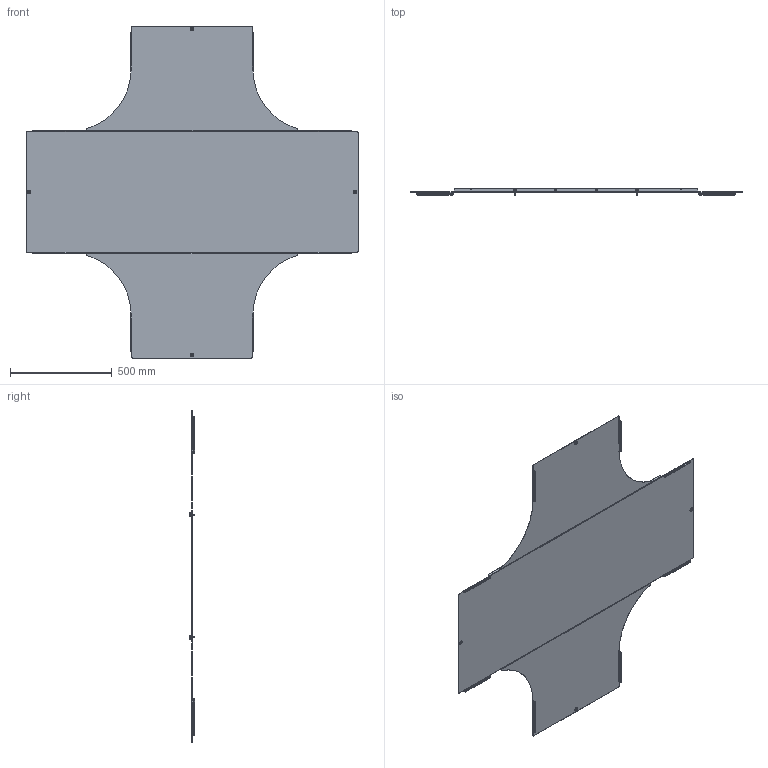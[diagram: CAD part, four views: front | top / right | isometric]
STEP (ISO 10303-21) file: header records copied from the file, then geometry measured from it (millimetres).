
FILE_DESCRIPTION (( 'STEP AP203' ), '1' );
FILE_NAME ('嗜吕 195.11.00 挛 署赅 牮羼蝾忤睇 R300_-04.step', '2022-01-27T11:04:29', ( '' ), ( '' ), 'SwSTEP 2.0', 'SolidWorks 2017', '' );
FILE_SCHEMA (( 'CONFIG_CONTROL_DESIGN' ));
Length unit declared in the file: millimetre
Products named in the file (5): 嗜吕 195.11.00 挛 署赅 牮羼蝾忤睇 R300_-04; ÊÈÂÀ 195.00.25 Êðûøêà ðàçâåòâèòåëÿ ò-îáð. LESTA R300_-09; hex flange bolt_din_DIN 6921 - M5 x 12 x 12-N; ÊÈÂÀ 195.00.25 Êðûøêà ðàçâåòâèòåëÿ ò-îáð. LESTA R300_-04; hex flange nut_din_Hexagon Flange Nut DIN 6923 - M5 - N
Assembly tree (19 placements, depth 2):
  嗜吕 195.11.00 挛 署赅 牮羼蝾忤睇 R300_-04
    ÊÈÂÀ 195.00.25 Êðûøêà ðàçâåòâèòåëÿ ò-îáð. LESTA R300_-09  x2
    ÊÈÂÀ 195.00.25 Êðûøêà ðàçâåòâèòåëÿ ò-îáð. LESTA R300_-04
    hex flange bolt_din_DIN 6921 - M5 x 12 x 12-N  x8
    hex flange nut_din_Hexagon Flange Nut DIN 6923 - M5 - N  x8
Bounding box: 1634 x 29.41 x 1634 mm (x, y, z)
Volume: 2119868.9 mm3; surface area: 3542219.5 mm2
Topology: 19 solids, 19 shells, 982 faces, 2212 edges, 1272 vertices
Faces by surface type: plane 378, cylinder 224, cone 192, bspline 124, torus 64
Entity records: 14843 total; most frequent: CARTESIAN_POINT 4192, DIRECTION 2062, ORIENTED_EDGE 2004, EDGE_CURVE 1002, AXIS2_PLACEMENT_3D 792, VERTEX_POINT 576, VECTOR 478, LINE 478
